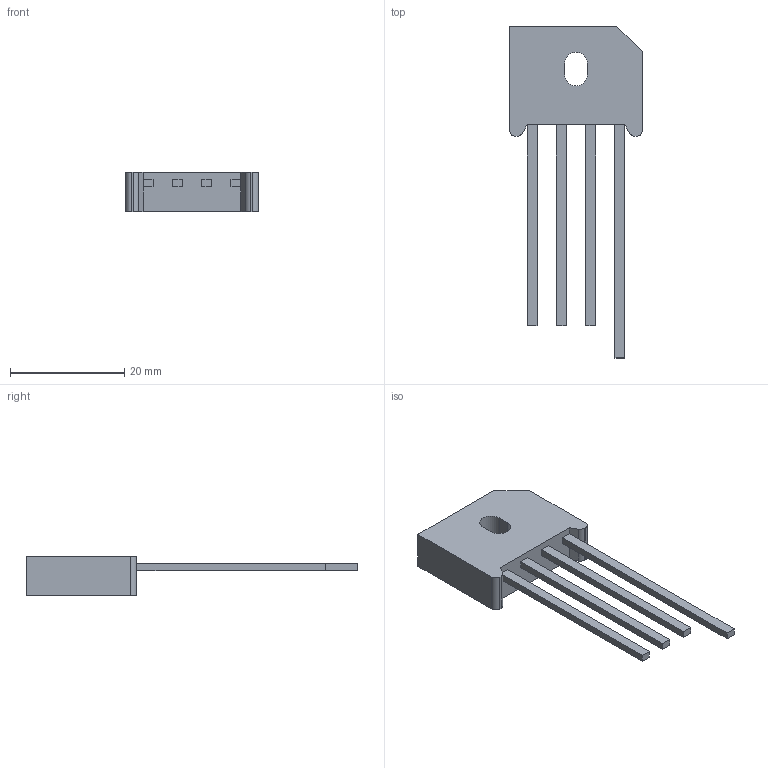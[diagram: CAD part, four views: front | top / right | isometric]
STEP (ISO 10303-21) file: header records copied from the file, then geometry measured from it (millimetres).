
FILE_DESCRIPTION (( 'STEP AP214' ), '1' );
FILE_NAME ('KBU800 – KBU810 8.0A BRIDGE RECTIFIER.STEP', '2022-12-14T10:11:42', ( '' ), ( '' ), 'SwSTEP 2.0', 'SolidWorks 2021', '' );
FILE_SCHEMA (( 'AUTOMOTIVE_DESIGN' ));
Length unit declared in the file: millimetre
Products named in the file (1): KBU800 – KBU810 8.0A BRIDGE RECTIFIER
Bounding box: 23.2 x 58.1 x 6.85 mm (x, y, z)
Volume: 2928.9 mm3; surface area: 2323.8 mm2
Topology: 1 solids, 1 shells, 39 faces, 101 edges, 66 vertices
Faces by surface type: plane 33, cylinder 6
Entity records: 1631 total; most frequent: CARTESIAN_POINT 207, ORIENTED_EDGE 202, DIRECTION 193, EDGE_CURVE 101, LINE 89, VECTOR 89, VERTEX_POINT 66, AXIS2_PLACEMENT_3D 52
